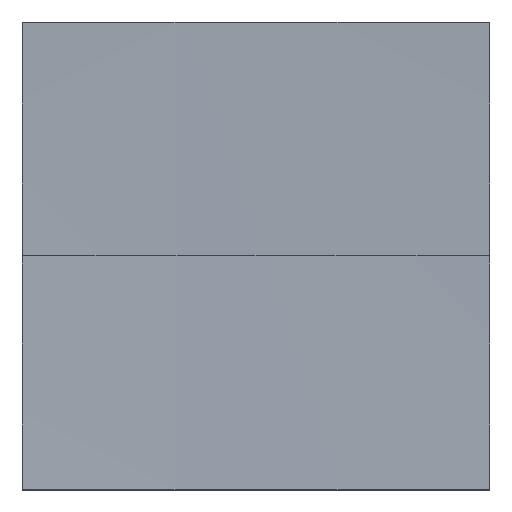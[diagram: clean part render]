
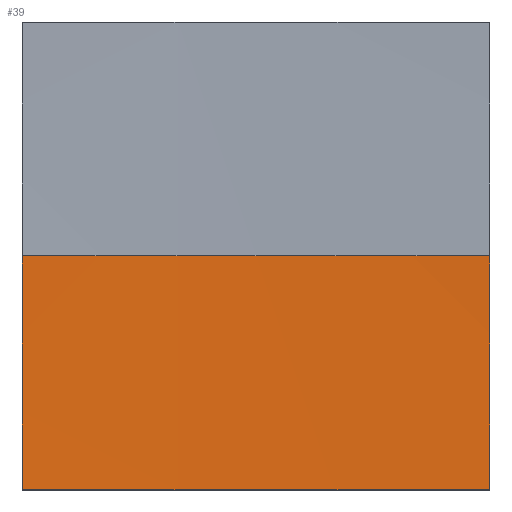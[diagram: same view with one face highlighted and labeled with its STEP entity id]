
A CAD part, top view. The second image highlights one B-rep face of the part: STEP entity #39.
In plain terms, the highlighted spherical face has radius 400 mm.
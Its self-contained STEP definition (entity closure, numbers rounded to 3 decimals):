
#1 = DIRECTION ( 'NONE',  ( 0., 1., 0. ) ) ;
#25 = CARTESIAN_POINT ( 'NONE',  ( -12.5, 0., 6.195 ) ) ;
#28 = CARTESIAN_POINT ( 'NONE',  ( 0., 0., 406. ) ) ;
#33 = CIRCLE ( 'NONE', #184, 399.805 ) ;
#39 = ADVANCED_FACE ( 'NONE', ( #219 ), #236, .F. ) ;
#40 = CARTESIAN_POINT ( 'NONE',  ( 12.5, 0., 6.195 ) ) ;
#44 = AXIS2_PLACEMENT_3D ( 'NONE', #180, #160, #76 ) ;
#46 = VERTEX_POINT ( 'NONE', #40 ) ;
#47 = DIRECTION ( 'NONE',  ( 0., 0., 1. ) ) ;
#48 = ORIENTED_EDGE ( 'NONE', *, *, #158, .F. ) ;
#61 = CARTESIAN_POINT ( 'NONE',  ( 0., 0., 406. ) ) ;
#67 = CIRCLE ( 'NONE', #171, 400. ) ;
#76 = DIRECTION ( 'NONE',  ( 0., 1., 0. ) ) ;
#78 = EDGE_CURVE ( 'NONE', #211, #175, #168, .T. ) ;
#83 = DIRECTION ( 'NONE',  ( 1., 0., 0. ) ) ;
#89 = CIRCLE ( 'NONE', #217, 400. ) ;
#110 = EDGE_CURVE ( 'NONE', #134, #46, #213, .T. ) ;
#132 = EDGE_CURVE ( 'NONE', #134, #211, #33, .T. ) ;
#133 = DIRECTION ( 'NONE',  ( 0., 0., -1. ) ) ;
#134 = VERTEX_POINT ( 'NONE', #172 ) ;
#138 = CARTESIAN_POINT ( 'NONE',  ( -12.5, -12.5, 6.391 ) ) ;
#150 = DIRECTION ( 'NONE',  ( 0., 1., 0. ) ) ;
#156 = ORIENTED_EDGE ( 'NONE', *, *, #132, .F. ) ;
#158 = EDGE_CURVE ( 'NONE', #226, #46, #67, .T. ) ;
#160 = DIRECTION ( 'NONE',  ( 1., 0., 0. ) ) ;
#164 = CARTESIAN_POINT ( 'NONE',  ( -12.5, 0., 406. ) ) ;
#166 = EDGE_CURVE ( 'NONE', #226, #175, #89, .T. ) ;
#168 = CIRCLE ( 'NONE', #241, 399.805 ) ;
#171 = AXIS2_PLACEMENT_3D ( 'NONE', #28, #224, #133 ) ;
#172 = CARTESIAN_POINT ( 'NONE',  ( 12.5, -12.5, 6.391 ) ) ;
#175 = VERTEX_POINT ( 'NONE', #25 ) ;
#176 = ORIENTED_EDGE ( 'NONE', *, *, #110, .T. ) ;
#180 = CARTESIAN_POINT ( 'NONE',  ( 12.5, 0., 406. ) ) ;
#184 = AXIS2_PLACEMENT_3D ( 'NONE', #242, #150, #47 ) ;
#191 = DIRECTION ( 'NONE',  ( 0., 1., 0. ) ) ;
#208 = CARTESIAN_POINT ( 'NONE',  ( 0., 0., 406. ) ) ;
#211 = VERTEX_POINT ( 'NONE', #138 ) ;
#213 = CIRCLE ( 'NONE', #44, 399.805 ) ;
#217 = AXIS2_PLACEMENT_3D ( 'NONE', #208, #191, #223 ) ;
#218 = DIRECTION ( 'NONE',  ( 1., 0., 0. ) ) ;
#219 = FACE_OUTER_BOUND ( 'NONE', #247, .T. ) ;
#223 = DIRECTION ( 'NONE',  ( -1., 0., 0. ) ) ;
#224 = DIRECTION ( 'NONE',  ( 0., -1., 0. ) ) ;
#226 = VERTEX_POINT ( 'NONE', #252 ) ;
#229 = ORIENTED_EDGE ( 'NONE', *, *, #166, .T. ) ;
#236 = SPHERICAL_SURFACE ( 'NONE', #251, 400. ) ;
#237 = DIRECTION ( 'NONE',  ( 0., 1., 0. ) ) ;
#241 = AXIS2_PLACEMENT_3D ( 'NONE', #164, #218, #1 ) ;
#242 = CARTESIAN_POINT ( 'NONE',  ( 0., -12.5, 406. ) ) ;
#243 = ORIENTED_EDGE ( 'NONE', *, *, #78, .F. ) ;
#247 = EDGE_LOOP ( 'NONE', ( #48, #229, #243, #156, #176 ) ) ;
#251 = AXIS2_PLACEMENT_3D ( 'NONE', #61, #237, #83 ) ;
#252 = CARTESIAN_POINT ( 'NONE',  ( 0., 0., 6. ) ) ;
